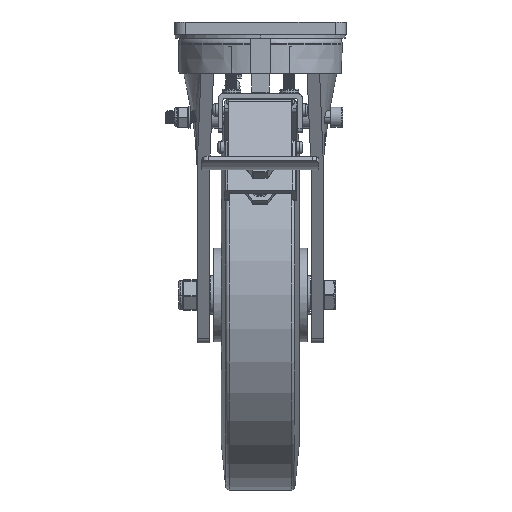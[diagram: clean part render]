
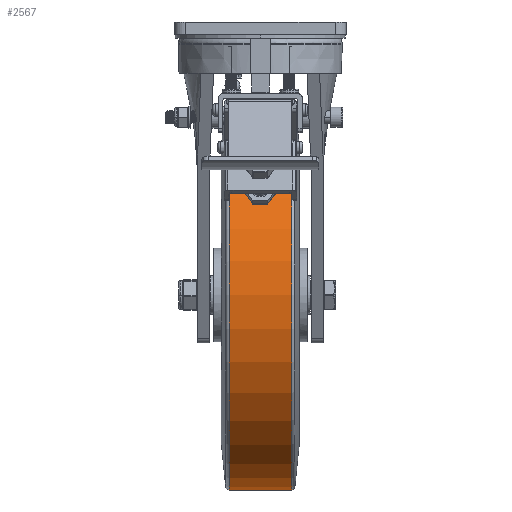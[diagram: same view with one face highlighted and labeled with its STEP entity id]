
A CAD part, left-side view. The second image highlights one B-rep face of the part: STEP entity #2567.
In plain terms, the highlighted cylindrical face has radius 125 mm (diameter 250 mm), a partial arc.
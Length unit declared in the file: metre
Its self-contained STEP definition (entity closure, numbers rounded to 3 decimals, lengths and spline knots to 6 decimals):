
#2567=ADVANCED_FACE('1:15451',(#5185),#5186,.T.);
#5185=FACE_OUTER_BOUND('',#24103,.T.);
#5186=CYLINDRICAL_SURFACE('',#24104,0.125);
#24103=EDGE_LOOP('',(#71786,#71787,#71788,#71789));
#24104=AXIS2_PLACEMENT_3D('',#71790,#71791,#71792);
#71786=ORIENTED_EDGE('',*,*,#83742,.F.);
#71787=ORIENTED_EDGE('',*,*,#83743,.T.);
#71788=ORIENTED_EDGE('',*,*,#83744,.F.);
#71789=ORIENTED_EDGE('',*,*,#83745,.F.);
#71790=CARTESIAN_POINT('',(0.0,0.,0.0));
#71791=DIRECTION('',(0.0,-1.0,0.0));
#71792=DIRECTION('',(0.0,0.0,1.0));
#83742=EDGE_CURVE('',#89100,#89096,#89101,.T.);
#83743=EDGE_CURVE('1:15472',#89100,#89102,#89103,.T.);
#83744=EDGE_CURVE('',#89094,#89102,#89104,.T.);
#83745=EDGE_CURVE('1:15478',#89096,#89094,#89105,.T.);
#89094=VERTEX_POINT('',#102015);
#89096=VERTEX_POINT('',#102017);
#89100=VERTEX_POINT('',#102021);
#89101=LINE('',#102022,#102023);
#89102=VERTEX_POINT('',#102024);
#89103=CIRCLE('',#102025,0.125);
#89104=LINE('',#102026,#102027);
#89105=CIRCLE('',#102028,0.125);
#102015=CARTESIAN_POINT('',(0.,-0.02,-0.125));
#102017=CARTESIAN_POINT('',(0.0,-0.02,0.125));
#102021=CARTESIAN_POINT('',(0.0,0.02,0.125));
#102022=CARTESIAN_POINT('',(0.,0.,0.125));
#102023=VECTOR('',#117818,1.0);
#102024=CARTESIAN_POINT('',(0.,0.02,-0.125));
#102025=AXIS2_PLACEMENT_3D('',#117819,#117820,#117821);
#102026=CARTESIAN_POINT('',(0.,0.,-0.125));
#102027=VECTOR('',#117822,1.0);
#102028=AXIS2_PLACEMENT_3D('',#117823,#117824,#117825);
#117818=DIRECTION('',(0.0,-1.0,0.0));
#117819=CARTESIAN_POINT('',(0.0,0.02,0.0));
#117820=DIRECTION('',(0.0,-1.0,0.0));
#117821=DIRECTION('',(0.0,0.0,1.0));
#117822=DIRECTION('',(-0.0,1.0,-0.0));
#117823=CARTESIAN_POINT('',(0.0,-0.02,0.0));
#117824=DIRECTION('',(0.0,-1.0,0.0));
#117825=DIRECTION('',(0.0,0.0,1.0));
